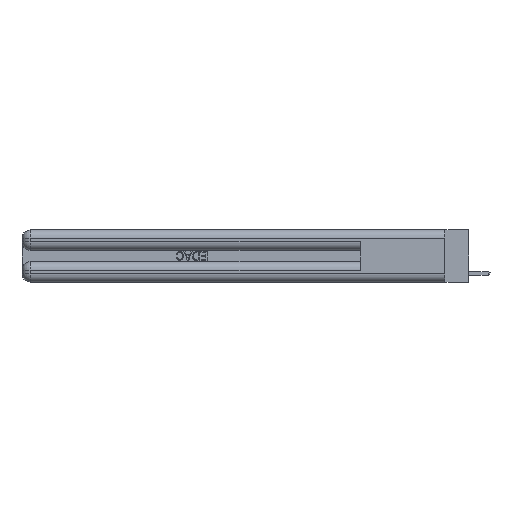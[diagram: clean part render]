
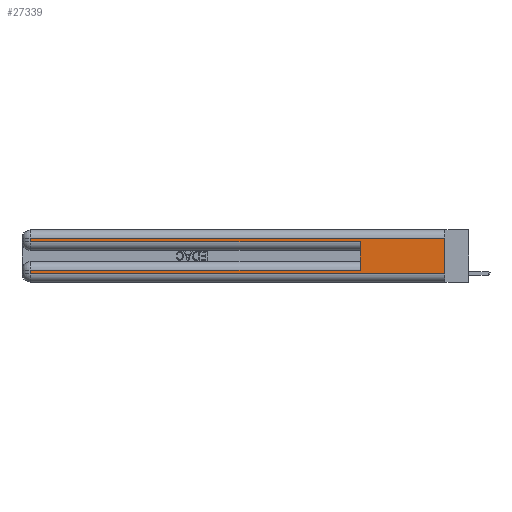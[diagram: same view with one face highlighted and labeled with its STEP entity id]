
A CAD part, left-side view. The second image highlights one B-rep face of the part: STEP entity #27339.
In plain terms, the highlighted planar face has unit normal (-1, 0, 0).
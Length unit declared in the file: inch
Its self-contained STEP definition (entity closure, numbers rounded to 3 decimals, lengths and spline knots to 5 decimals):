
#94 = LINE ( 'NONE', #7929, #26696 ) ;
#453 = CARTESIAN_POINT ( 'NONE',  ( 0., 2.94, 0.31 ) ) ;
#2288 = EDGE_CURVE ( 'NONE', #20909, #31702, #12435, .T. ) ;
#2344 = VECTOR ( 'NONE', #29124, 39.37008 ) ;
#2417 = ORIENTED_EDGE ( 'NONE', *, *, #9300, .T. ) ;
#2558 = ORIENTED_EDGE ( 'NONE', *, *, #10408, .T. ) ;
#3471 = VERTEX_POINT ( 'NONE', #17032 ) ;
#3664 = LINE ( 'NONE', #26187, #32704 ) ;
#4043 = VECTOR ( 'NONE', #20821, 39.37008 ) ;
#5130 = EDGE_LOOP ( 'NONE', ( #23209, #2417, #9795, #33260, #26301, #28090, #2558, #23838 ) ) ;
#7929 = CARTESIAN_POINT ( 'NONE',  ( 0., 0., 0.31 ) ) ;
#8367 = VECTOR ( 'NONE', #25423, 39.37008 ) ;
#8502 = VECTOR ( 'NONE', #20610, 39.37008 ) ;
#9300 = EDGE_CURVE ( 'NONE', #18169, #22846, #94, .T. ) ;
#9709 = CARTESIAN_POINT ( 'NONE',  ( 0., 0.6, 0.145 ) ) ;
#9795 = ORIENTED_EDGE ( 'NONE', *, *, #20211, .T. ) ;
#10408 = EDGE_CURVE ( 'NONE', #31702, #18401, #3664, .T. ) ;
#12426 = VECTOR ( 'NONE', #29336, 39.37008 ) ;
#12435 = LINE ( 'NONE', #17717, #16988 ) ;
#13278 = DIRECTION ( 'NONE',  ( 0., 1., 0. ) ) ;
#15223 = CARTESIAN_POINT ( 'NONE',  ( 0., 0., 0.31 ) ) ;
#15748 = PLANE ( 'NONE',  #17699 ) ;
#16263 = CARTESIAN_POINT ( 'NONE',  ( 0., 2.94, 0.06 ) ) ;
#16988 = VECTOR ( 'NONE', #22798, 39.37008 ) ;
#17032 = CARTESIAN_POINT ( 'NONE',  ( 0., 0.6, 0.285 ) ) ;
#17123 = EDGE_CURVE ( 'NONE', #18169, #19955, #28968, .T. ) ;
#17425 = CARTESIAN_POINT ( 'NONE',  ( 0., 0., 0.06 ) ) ;
#17535 = FACE_OUTER_BOUND ( 'NONE', #5130, .T. ) ;
#17699 = AXIS2_PLACEMENT_3D ( 'NONE', #28688, #23355, #18398 ) ;
#17717 = CARTESIAN_POINT ( 'NONE',  ( 0., 0., 0.085 ) ) ;
#18075 = DIRECTION ( 'NONE',  ( 0., 0., -1. ) ) ;
#18169 = VERTEX_POINT ( 'NONE', #15223 ) ;
#18398 = DIRECTION ( 'NONE',  ( 0., 0., -1. ) ) ;
#18401 = VERTEX_POINT ( 'NONE', #16263 ) ;
#18420 = VERTEX_POINT ( 'NONE', #21443 ) ;
#19442 = LINE ( 'NONE', #24564, #12426 ) ;
#19878 = EDGE_CURVE ( 'NONE', #20909, #3471, #23978, .T. ) ;
#19955 = VERTEX_POINT ( 'NONE', #17425 ) ;
#20211 = EDGE_CURVE ( 'NONE', #22846, #18420, #19442, .T. ) ;
#20610 = DIRECTION ( 'NONE',  ( 0., -1., 0. ) ) ;
#20821 = DIRECTION ( 'NONE',  ( 0., 0., -1. ) ) ;
#20909 = VERTEX_POINT ( 'NONE', #21400 ) ;
#21155 = CARTESIAN_POINT ( 'NONE',  ( 0., 0., 0.37 ) ) ;
#21400 = CARTESIAN_POINT ( 'NONE',  ( 0., 0.6, 0.085 ) ) ;
#21443 = CARTESIAN_POINT ( 'NONE',  ( 0., 2.94, 0.285 ) ) ;
#21556 = EDGE_CURVE ( 'NONE', #18420, #3471, #33021, .T. ) ;
#22798 = DIRECTION ( 'NONE',  ( 0., 1., 0. ) ) ;
#22801 = CARTESIAN_POINT ( 'NONE',  ( 0., 0., 0.06 ) ) ;
#22846 = VERTEX_POINT ( 'NONE', #453 ) ;
#23209 = ORIENTED_EDGE ( 'NONE', *, *, #17123, .F. ) ;
#23355 = DIRECTION ( 'NONE',  ( 1., 0., 0. ) ) ;
#23838 = ORIENTED_EDGE ( 'NONE', *, *, #27169, .T. ) ;
#23978 = LINE ( 'NONE', #9709, #8367 ) ;
#24215 = CARTESIAN_POINT ( 'NONE',  ( 0., 0., 0.285 ) ) ;
#24564 = CARTESIAN_POINT ( 'NONE',  ( 0., 2.94, 0.37 ) ) ;
#25141 = CARTESIAN_POINT ( 'NONE',  ( 0., 2.94, 0.085 ) ) ;
#25423 = DIRECTION ( 'NONE',  ( 0., 0., 1. ) ) ;
#26187 = CARTESIAN_POINT ( 'NONE',  ( 0., 2.94, 0.37 ) ) ;
#26301 = ORIENTED_EDGE ( 'NONE', *, *, #19878, .F. ) ;
#26696 = VECTOR ( 'NONE', #13278, 39.37008 ) ;
#27169 = EDGE_CURVE ( 'NONE', #18401, #19955, #27745, .T. ) ;
#27339 = ADVANCED_FACE ( 'NONE', ( #17535 ), #15748, .F. ) ;
#27745 = LINE ( 'NONE', #22801, #8502 ) ;
#28090 = ORIENTED_EDGE ( 'NONE', *, *, #2288, .T. ) ;
#28688 = CARTESIAN_POINT ( 'NONE',  ( 0., 0., 0.37 ) ) ;
#28968 = LINE ( 'NONE', #21155, #4043 ) ;
#29124 = DIRECTION ( 'NONE',  ( 0., -1., 0. ) ) ;
#29336 = DIRECTION ( 'NONE',  ( 0., 0., -1. ) ) ;
#31702 = VERTEX_POINT ( 'NONE', #25141 ) ;
#32704 = VECTOR ( 'NONE', #18075, 39.37008 ) ;
#33021 = LINE ( 'NONE', #24215, #2344 ) ;
#33260 = ORIENTED_EDGE ( 'NONE', *, *, #21556, .T. ) ;
